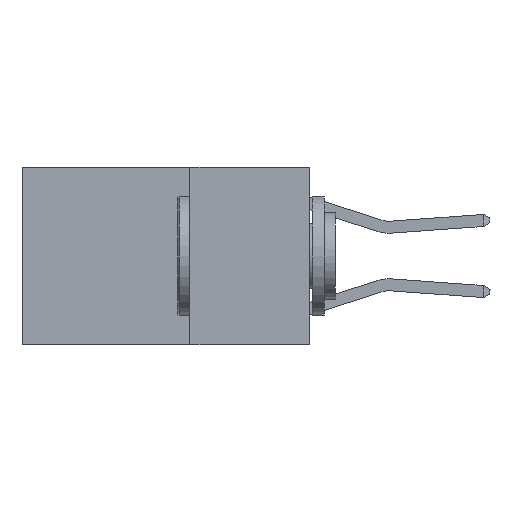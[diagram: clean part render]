
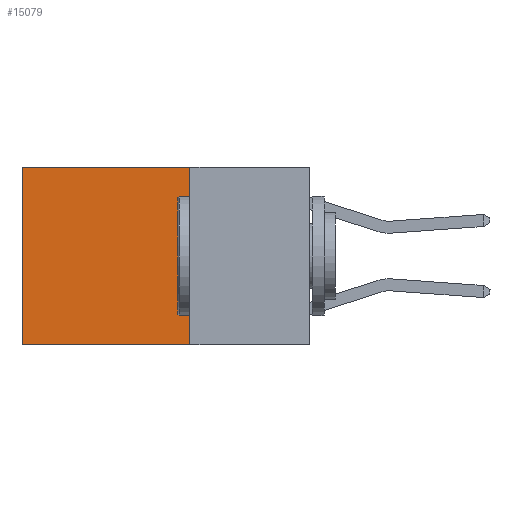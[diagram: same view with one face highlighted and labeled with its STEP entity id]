
A CAD part, left-side view. The second image highlights one B-rep face of the part: STEP entity #15079.
In plain terms, the highlighted planar face has unit normal (-1, 0, 0).
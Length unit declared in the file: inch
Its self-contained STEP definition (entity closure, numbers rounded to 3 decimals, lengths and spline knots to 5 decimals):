
#454 = DIRECTION ( 'NONE',  ( 0., 1., 0. ) ) ;
#936 = CARTESIAN_POINT ( 'NONE',  ( 0.2625, 0.25, 0. ) ) ;
#3174 = EDGE_CURVE ( 'NONE', #11377, #16007, #11969, .T. ) ;
#3541 = EDGE_CURVE ( 'NONE', #19865, #17724, #15008, .T. ) ;
#3891 = FACE_OUTER_BOUND ( 'NONE', #5188, .T. ) ;
#3961 = DIRECTION ( 'NONE',  ( 0., 1., 0. ) ) ;
#4662 = CARTESIAN_POINT ( 'NONE',  ( 0.2625, 0.25, 0. ) ) ;
#5125 = LINE ( 'NONE', #11459, #8107 ) ;
#5188 = EDGE_LOOP ( 'NONE', ( #13073, #15813, #19909, #13249 ) ) ;
#5258 = VECTOR ( 'NONE', #454, 39.37008 ) ;
#5299 = CARTESIAN_POINT ( 'NONE',  ( 0.2625, 0.6, 0. ) ) ;
#8107 = VECTOR ( 'NONE', #17658, 39.37008 ) ;
#9718 = LINE ( 'NONE', #5299, #13986 ) ;
#11350 = CARTESIAN_POINT ( 'NONE',  ( 0.2625, 0.6, 0. ) ) ;
#11377 = VERTEX_POINT ( 'NONE', #16069 ) ;
#11459 = CARTESIAN_POINT ( 'NONE',  ( 0.2625, 0.25, 0. ) ) ;
#11732 = CARTESIAN_POINT ( 'NONE',  ( 0.2625, 0.25, 0. ) ) ;
#11969 = LINE ( 'NONE', #18382, #16974 ) ;
#13073 = ORIENTED_EDGE ( 'NONE', *, *, #18145, .T. ) ;
#13249 = ORIENTED_EDGE ( 'NONE', *, *, #3541, .T. ) ;
#13986 = VECTOR ( 'NONE', #16050, 39.37008 ) ;
#14035 = EDGE_CURVE ( 'NONE', #19865, #11377, #5125, .T. ) ;
#15008 = LINE ( 'NONE', #11732, #5258 ) ;
#15079 = ADVANCED_FACE ( 'NONE', ( #3891 ), #20111, .F. ) ;
#15168 = DIRECTION ( 'NONE',  ( 0., 0., -1. ) ) ;
#15275 = DIRECTION ( 'NONE',  ( 1., 0., 0. ) ) ;
#15813 = ORIENTED_EDGE ( 'NONE', *, *, #3174, .F. ) ;
#16007 = VERTEX_POINT ( 'NONE', #20063 ) ;
#16050 = DIRECTION ( 'NONE',  ( 0., 0., -1. ) ) ;
#16069 = CARTESIAN_POINT ( 'NONE',  ( 0.2625, 0.25, -0.37 ) ) ;
#16974 = VECTOR ( 'NONE', #3961, 39.37008 ) ;
#17658 = DIRECTION ( 'NONE',  ( 0., 0., -1. ) ) ;
#17724 = VERTEX_POINT ( 'NONE', #11350 ) ;
#18145 = EDGE_CURVE ( 'NONE', #17724, #16007, #9718, .T. ) ;
#18382 = CARTESIAN_POINT ( 'NONE',  ( 0.2625, 0.25, -0.37 ) ) ;
#19582 = AXIS2_PLACEMENT_3D ( 'NONE', #936, #15275, #15168 ) ;
#19865 = VERTEX_POINT ( 'NONE', #4662 ) ;
#19909 = ORIENTED_EDGE ( 'NONE', *, *, #14035, .F. ) ;
#20063 = CARTESIAN_POINT ( 'NONE',  ( 0.2625, 0.6, -0.37 ) ) ;
#20111 = PLANE ( 'NONE',  #19582 ) ;
